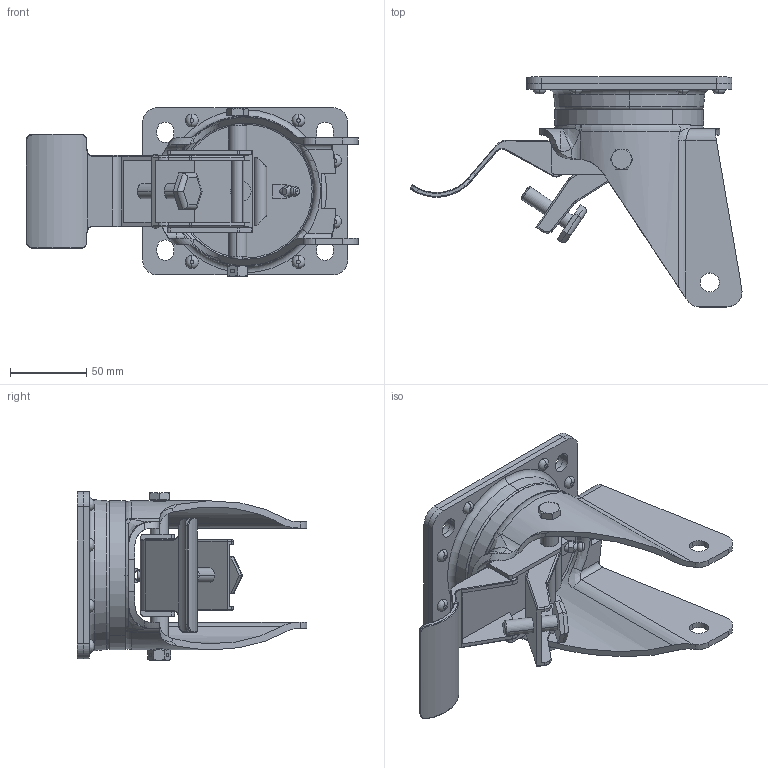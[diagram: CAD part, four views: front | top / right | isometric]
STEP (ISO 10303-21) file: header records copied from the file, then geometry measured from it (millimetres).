
FILE_DESCRIPTION (( 'STEP AP214' ), '1' );
FILE_NAME ('0019383BRL.step', '2023-02-14T13:22:14', ( '' ), ( '' ), 'SwSTEP 2.0', 'SolidWorks 2020', '' );
FILE_SCHEMA (( 'AUTOMOTIVE_DESIGN' ));
Length unit declared in the file: millimetre
Products named in the file (1): 0019383BRL
Bounding box: 218.18 x 151 x 111 mm (x, y, z)
Surface area: 126765.1 mm2 (no closed solid volume)
Topology: 0 solids, 13 shells, 441 faces, 1167 edges, 760 vertices
Faces by surface type: cylinder 167, plane 159, torus 58, cone 28, bspline 28, sphere 1
Entity records: 23712 total; most frequent: CARTESIAN_POINT 8099, DIRECTION 2304, ORIENTED_EDGE 2098, EDGE_CURVE 1164, AXIS2_PLACEMENT_3D 899, VERTEX_POINT 758, LINE 506, VECTOR 506
